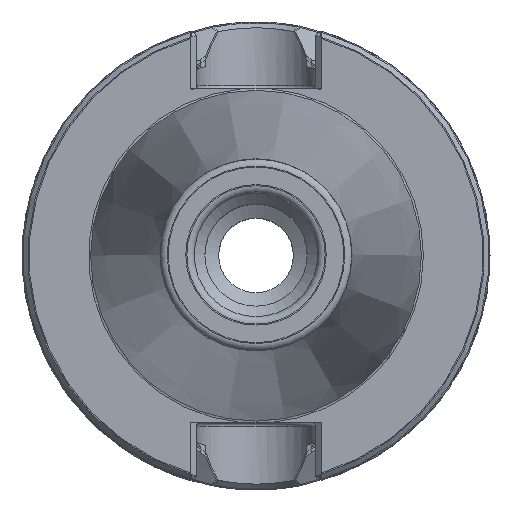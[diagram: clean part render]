
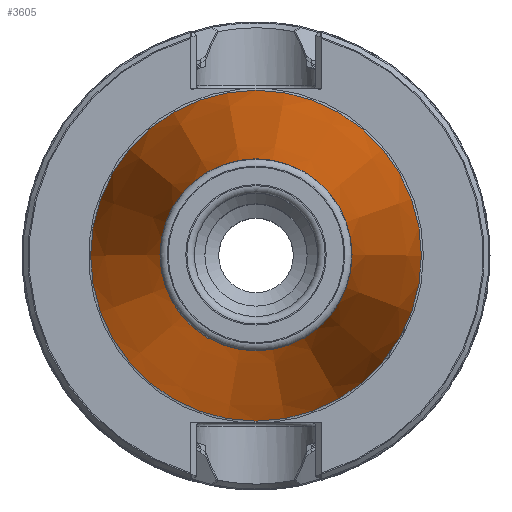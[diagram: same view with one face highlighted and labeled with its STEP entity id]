
A CAD part, top view. The second image highlights one B-rep face of the part: STEP entity #3605.
In plain terms, the highlighted conical face has half-angle 8.297 degrees and reference radius 12.867 mm.
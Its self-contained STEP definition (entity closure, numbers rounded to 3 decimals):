
#511=CONICAL_SURFACE('',#3882,12.867,0.145);
#985=ORIENTED_EDGE('',*,*,#1503,.T.);
#986=ORIENTED_EDGE('',*,*,#1504,.T.);
#1503=EDGE_CURVE('',#1791,#1791,#1909,.F.);
#1504=EDGE_CURVE('',#1792,#1792,#1910,.T.);
#1791=VERTEX_POINT('',#5581);
#1792=VERTEX_POINT('',#5583);
#1909=CIRCLE('',#3883,12.992);
#1910=CIRCLE('',#3884,22.375);
#2061=EDGE_LOOP('',(#985));
#2062=EDGE_LOOP('',(#986));
#2269=FACE_BOUND('',#2061,.T.);
#2270=FACE_BOUND('',#2062,.T.);
#3605=ADVANCED_FACE('',(#2269,#2270),#511,.T.);
#3882=AXIS2_PLACEMENT_3D('',#5579,#4476,#4477);
#3883=AXIS2_PLACEMENT_3D('',#5580,#4478,#4479);
#3884=AXIS2_PLACEMENT_3D('',#5582,#4480,#4481);
#4476=DIRECTION('',(0.,0.,-1.));
#4477=DIRECTION('',(-1.,0.,0.));
#4478=DIRECTION('',(0.,0.,1.));
#4479=DIRECTION('',(1.,0.,0.));
#4480=DIRECTION('',(0.,0.,1.));
#4481=DIRECTION('',(1.,0.,0.));
#5579=CARTESIAN_POINT('',(0.,0.,65.6));
#5580=CARTESIAN_POINT('',(0.,0.,64.744));
#5581=CARTESIAN_POINT('',(12.992,0.,64.744));
#5582=CARTESIAN_POINT('',(0.,0.,0.4));
#5583=CARTESIAN_POINT('',(22.375,0.,0.4));
